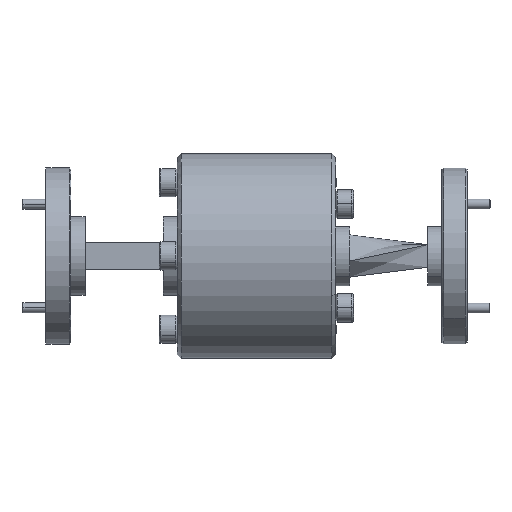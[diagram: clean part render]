
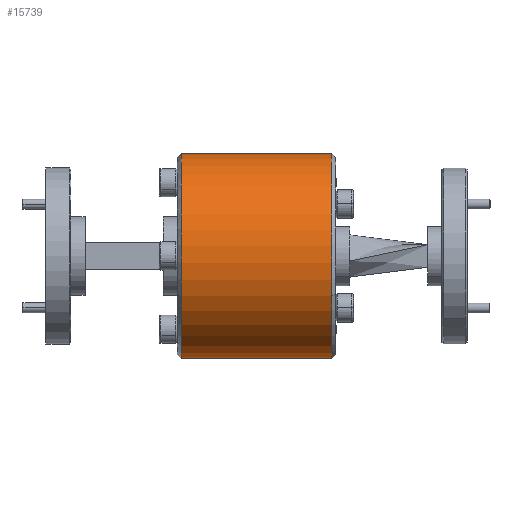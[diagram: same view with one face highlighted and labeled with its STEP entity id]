
A CAD part, top view. The second image highlights one B-rep face of the part: STEP entity #15739.
In plain terms, the highlighted cylindrical face has radius 16.637 mm (diameter 33.274 mm), a partial arc.
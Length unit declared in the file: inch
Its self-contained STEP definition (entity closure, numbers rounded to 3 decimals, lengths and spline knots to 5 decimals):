
#494 = CIRCLE ( 'NONE', #14000, 0.655 ) ;
#716 = VECTOR ( 'NONE', #16885, 39.37008 ) ;
#1710 = CARTESIAN_POINT ( 'NONE',  ( -0.135, 0., 0. ) ) ;
#1778 = CARTESIAN_POINT ( 'NONE',  ( -0.135, -0.25593, 0.60293 ) ) ;
#1801 = CIRCLE ( 'NONE', #12768, 0.655 ) ;
#1962 = ORIENTED_EDGE ( 'NONE', *, *, #15415, .T. ) ;
#2284 = CARTESIAN_POINT ( 'NONE',  ( 0.825, 0., 0. ) ) ;
#2989 = EDGE_CURVE ( 'NONE', #13335, #8721, #494, .T. ) ;
#3281 = DIRECTION ( 'NONE',  ( -1., 0., 0. ) ) ;
#3634 = DIRECTION ( 'NONE',  ( -1., 0., 0. ) ) ;
#3887 = VERTEX_POINT ( 'NONE', #1778 ) ;
#3997 = CARTESIAN_POINT ( 'NONE',  ( -0.135, -0.655, 0. ) ) ;
#4384 = EDGE_CURVE ( 'NONE', #3887, #11599, #1801, .T. ) ;
#4474 = DIRECTION ( 'NONE',  ( -1., 0., 0. ) ) ;
#5102 = CARTESIAN_POINT ( 'NONE',  ( 0.825, 0., 0. ) ) ;
#5189 = DIRECTION ( 'NONE',  ( 0., -0.391, 0.921 ) ) ;
#5314 = DIRECTION ( 'NONE',  ( 0., -0.391, 0.921 ) ) ;
#5858 = AXIS2_PLACEMENT_3D ( 'NONE', #5102, #15421, #5314 ) ;
#6074 = DIRECTION ( 'NONE',  ( -1., 0., 0. ) ) ;
#6472 = VECTOR ( 'NONE', #6074, 39.37008 ) ;
#6529 = CARTESIAN_POINT ( 'NONE',  ( -0.135, 0.655, 0. ) ) ;
#6714 = VERTEX_POINT ( 'NONE', #10116 ) ;
#7231 = CARTESIAN_POINT ( 'NONE',  ( -0.135, 0., 0. ) ) ;
#7522 = DIRECTION ( 'NONE',  ( 0., -1., 0. ) ) ;
#7533 = ORIENTED_EDGE ( 'NONE', *, *, #13960, .F. ) ;
#7547 = LINE ( 'NONE', #7838, #6472 ) ;
#7730 = CIRCLE ( 'NONE', #5858, 0.655 ) ;
#7797 = DIRECTION ( 'NONE',  ( 0., -1., 0. ) ) ;
#7838 = CARTESIAN_POINT ( 'NONE',  ( 0.825, -0.655, 0. ) ) ;
#8178 = DIRECTION ( 'NONE',  ( 0., -1., 0. ) ) ;
#8721 = VERTEX_POINT ( 'NONE', #17351 ) ;
#8858 = AXIS2_PLACEMENT_3D ( 'NONE', #7231, #4474, #7522 ) ;
#9745 = CYLINDRICAL_SURFACE ( 'NONE', #13268, 0.655 ) ;
#10116 = CARTESIAN_POINT ( 'NONE',  ( 0.825, -0.655, 0. ) ) ;
#10478 = EDGE_CURVE ( 'NONE', #6714, #19138, #7547, .T. ) ;
#10611 = CARTESIAN_POINT ( 'NONE',  ( 0.825, -0.25593, 0.60293 ) ) ;
#10925 = CARTESIAN_POINT ( 'NONE',  ( 0.825, 0.655, 0. ) ) ;
#11599 = VERTEX_POINT ( 'NONE', #6529 ) ;
#12043 = ORIENTED_EDGE ( 'NONE', *, *, #2989, .T. ) ;
#12611 = LINE ( 'NONE', #10925, #716 ) ;
#12768 = AXIS2_PLACEMENT_3D ( 'NONE', #1710, #3281, #7797 ) ;
#13268 = AXIS2_PLACEMENT_3D ( 'NONE', #2284, #15730, #8178 ) ;
#13335 = VERTEX_POINT ( 'NONE', #10611 ) ;
#13893 = CIRCLE ( 'NONE', #8858, 0.655 ) ;
#13960 = EDGE_CURVE ( 'NONE', #19138, #3887, #13893, .T. ) ;
#14000 = AXIS2_PLACEMENT_3D ( 'NONE', #17228, #3634, #5189 ) ;
#14181 = FACE_OUTER_BOUND ( 'NONE', #18340, .T. ) ;
#15415 = EDGE_CURVE ( 'NONE', #8721, #11599, #12611, .T. ) ;
#15421 = DIRECTION ( 'NONE',  ( -1., 0., 0. ) ) ;
#15730 = DIRECTION ( 'NONE',  ( -1., 0., 0. ) ) ;
#15739 = ADVANCED_FACE ( 'NONE', ( #14181 ), #9745, .T. ) ;
#16853 = ORIENTED_EDGE ( 'NONE', *, *, #10478, .F. ) ;
#16885 = DIRECTION ( 'NONE',  ( -1., 0., 0. ) ) ;
#17006 = ORIENTED_EDGE ( 'NONE', *, *, #4384, .F. ) ;
#17228 = CARTESIAN_POINT ( 'NONE',  ( 0.825, 0., 0. ) ) ;
#17351 = CARTESIAN_POINT ( 'NONE',  ( 0.825, 0.655, 0. ) ) ;
#17525 = ORIENTED_EDGE ( 'NONE', *, *, #18132, .T. ) ;
#18132 = EDGE_CURVE ( 'NONE', #6714, #13335, #7730, .T. ) ;
#18340 = EDGE_LOOP ( 'NONE', ( #12043, #1962, #17006, #7533, #16853, #17525 ) ) ;
#19138 = VERTEX_POINT ( 'NONE', #3997 ) ;
